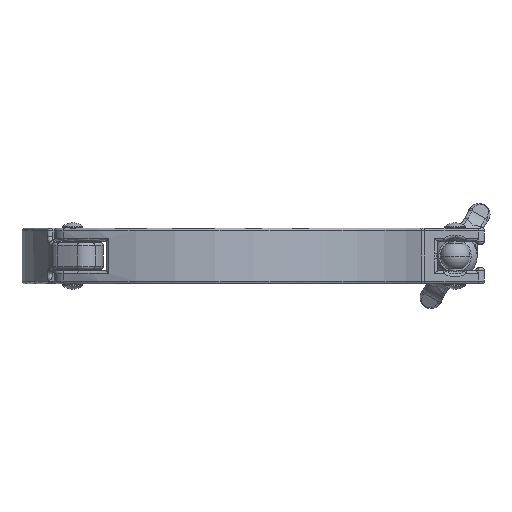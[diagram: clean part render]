
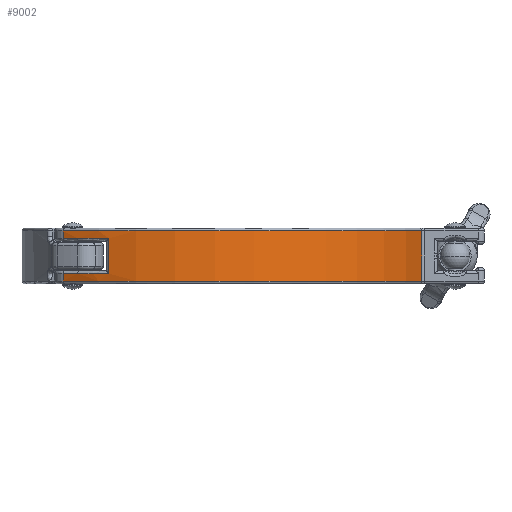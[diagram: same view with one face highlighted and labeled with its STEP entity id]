
A CAD part, front view. The second image highlights one B-rep face of the part: STEP entity #9002.
In plain terms, the highlighted cylindrical face has radius 83 mm (diameter 166 mm), a partial arc.
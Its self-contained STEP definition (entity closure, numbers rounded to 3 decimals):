
#818 = CIRCLE ( 'NONE', #7647, 83. ) ;
#1407 = EDGE_CURVE ( 'NONE', #14876, #13809, #16861, .T. ) ;
#1569 = ORIENTED_EDGE ( 'NONE', *, *, #9144, .T. ) ;
#1763 = CARTESIAN_POINT ( 'NONE',  ( -38.042, -64.119, -6. ) ) ;
#1837 = DIRECTION ( 'NONE',  ( 1., 0., 0. ) ) ;
#1970 = CARTESIAN_POINT ( 'NONE',  ( 68.253, -13.667, 8.5 ) ) ;
#2023 = ORIENTED_EDGE ( 'NONE', *, *, #4546, .T. ) ;
#2250 = EDGE_CURVE ( 'NONE', #16511, #10239, #8363, .T. ) ;
#2276 = CARTESIAN_POINT ( 'NONE',  ( -10., 14., 6. ) ) ;
#2371 = DIRECTION ( 'NONE',  ( -1., 0., 0. ) ) ;
#2511 = DIRECTION ( 'NONE',  ( -1., 0., 0. ) ) ;
#2606 = DIRECTION ( 'NONE',  ( 0., 0., 1. ) ) ;
#2726 = DIRECTION ( 'NONE',  ( 0., 0., -1. ) ) ;
#2791 = CARTESIAN_POINT ( 'NONE',  ( -53.528, -56.671, 9.5 ) ) ;
#2904 = DIRECTION ( 'NONE',  ( 0., 0., 1. ) ) ;
#3248 = CARTESIAN_POINT ( 'NONE',  ( -53.528, -56.671, 8.5 ) ) ;
#3306 = CIRCLE ( 'NONE', #13722, 83. ) ;
#3387 = EDGE_CURVE ( 'NONE', #13809, #4565, #9251, .T. ) ;
#3808 = CARTESIAN_POINT ( 'NONE',  ( -10., 14., 9.5 ) ) ;
#3930 = CARTESIAN_POINT ( 'NONE',  ( -10., 14., -6. ) ) ;
#4369 = CARTESIAN_POINT ( 'NONE',  ( -53.528, -56.671, 6. ) ) ;
#4546 = EDGE_CURVE ( 'NONE', #10239, #14876, #818, .T. ) ;
#4565 = VERTEX_POINT ( 'NONE', #14270 ) ;
#4644 = DIRECTION ( 'NONE',  ( 0., 0., -1. ) ) ;
#4864 = VECTOR ( 'NONE', #6684, 1000. ) ;
#5211 = CYLINDRICAL_SURFACE ( 'NONE', #16111, 83. ) ;
#5228 = VECTOR ( 'NONE', #15367, 1000. ) ;
#5719 = EDGE_CURVE ( 'NONE', #4565, #10947, #11688, .T. ) ;
#5992 = DIRECTION ( 'NONE',  ( 0., 0., -1. ) ) ;
#6219 = CARTESIAN_POINT ( 'NONE',  ( -53.528, -56.671, -8.5 ) ) ;
#6684 = DIRECTION ( 'NONE',  ( 0., 0., -1. ) ) ;
#7007 = LINE ( 'NONE', #9813, #8738 ) ;
#7463 = CARTESIAN_POINT ( 'NONE',  ( -53.528, -56.671, 9.5 ) ) ;
#7508 = ORIENTED_EDGE ( 'NONE', *, *, #7707, .T. ) ;
#7647 = AXIS2_PLACEMENT_3D ( 'NONE', #2276, #2904, #2371 ) ;
#7707 = EDGE_CURVE ( 'NONE', #14759, #16511, #15376, .T. ) ;
#8141 = VECTOR ( 'NONE', #5992, 1000. ) ;
#8363 = LINE ( 'NONE', #2791, #5228 ) ;
#8738 = VECTOR ( 'NONE', #12714, 1000. ) ;
#9002 = ADVANCED_FACE ( 'NONE', ( #15259 ), #5211, .T. ) ;
#9144 = EDGE_CURVE ( 'NONE', #10947, #9196, #3306, .T. ) ;
#9196 = VERTEX_POINT ( 'NONE', #16161 ) ;
#9251 = CIRCLE ( 'NONE', #11939, 83. ) ;
#9677 = CARTESIAN_POINT ( 'NONE',  ( -10., 14., -8.5 ) ) ;
#9813 = CARTESIAN_POINT ( 'NONE',  ( 68.253, -13.667, 9.5 ) ) ;
#10239 = VERTEX_POINT ( 'NONE', #4369 ) ;
#10885 = EDGE_LOOP ( 'NONE', ( #15126, #13713, #12615, #1569, #13053, #7508, #15540, #2023 ) ) ;
#10947 = VERTEX_POINT ( 'NONE', #6219 ) ;
#11688 = LINE ( 'NONE', #7463, #8141 ) ;
#11939 = AXIS2_PLACEMENT_3D ( 'NONE', #3930, #2726, #15195 ) ;
#12615 = ORIENTED_EDGE ( 'NONE', *, *, #5719, .T. ) ;
#12714 = DIRECTION ( 'NONE',  ( 0., 0., -1. ) ) ;
#13053 = ORIENTED_EDGE ( 'NONE', *, *, #15991, .F. ) ;
#13097 = DIRECTION ( 'NONE',  ( 1., 0., 0. ) ) ;
#13703 = CARTESIAN_POINT ( 'NONE',  ( -38.042, -64.119, 6. ) ) ;
#13713 = ORIENTED_EDGE ( 'NONE', *, *, #3387, .T. ) ;
#13722 = AXIS2_PLACEMENT_3D ( 'NONE', #9677, #2606, #13097 ) ;
#13809 = VERTEX_POINT ( 'NONE', #1763 ) ;
#13895 = AXIS2_PLACEMENT_3D ( 'NONE', #17409, #4644, #1837 ) ;
#14270 = CARTESIAN_POINT ( 'NONE',  ( -53.528, -56.671, -6. ) ) ;
#14759 = VERTEX_POINT ( 'NONE', #1970 ) ;
#14876 = VERTEX_POINT ( 'NONE', #13703 ) ;
#15126 = ORIENTED_EDGE ( 'NONE', *, *, #1407, .T. ) ;
#15195 = DIRECTION ( 'NONE',  ( -1., 0., 0. ) ) ;
#15259 = FACE_OUTER_BOUND ( 'NONE', #10885, .T. ) ;
#15367 = DIRECTION ( 'NONE',  ( 0., 0., -1. ) ) ;
#15376 = CIRCLE ( 'NONE', #13895, 83. ) ;
#15453 = DIRECTION ( 'NONE',  ( 0., 0., -1. ) ) ;
#15540 = ORIENTED_EDGE ( 'NONE', *, *, #2250, .T. ) ;
#15991 = EDGE_CURVE ( 'NONE', #14759, #9196, #7007, .T. ) ;
#16111 = AXIS2_PLACEMENT_3D ( 'NONE', #3808, #15453, #2511 ) ;
#16161 = CARTESIAN_POINT ( 'NONE',  ( 68.253, -13.667, -8.5 ) ) ;
#16511 = VERTEX_POINT ( 'NONE', #3248 ) ;
#16861 = LINE ( 'NONE', #17038, #4864 ) ;
#17038 = CARTESIAN_POINT ( 'NONE',  ( -38.042, -64.119, 9.5 ) ) ;
#17409 = CARTESIAN_POINT ( 'NONE',  ( -10., 14., 8.5 ) ) ;
